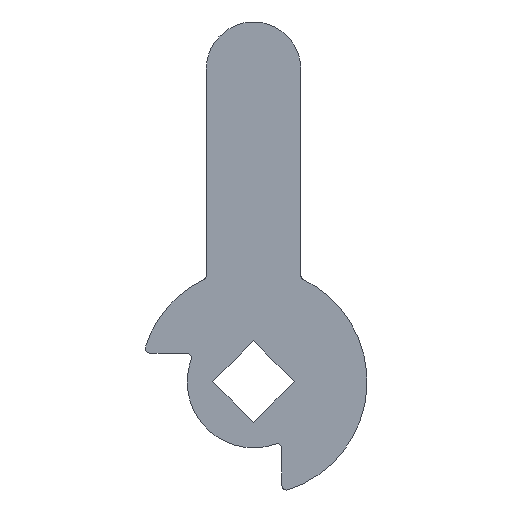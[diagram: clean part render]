
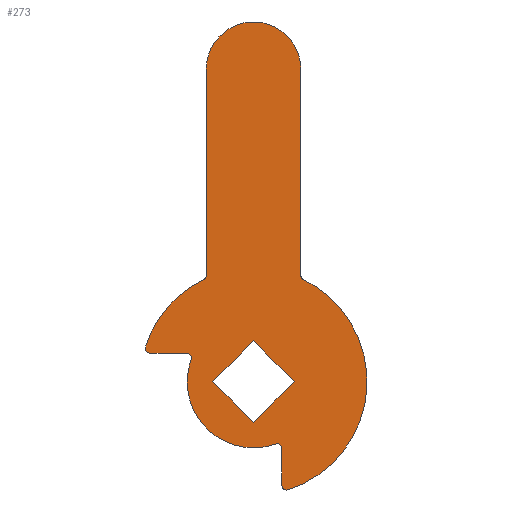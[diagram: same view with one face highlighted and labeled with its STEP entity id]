
A CAD part, front view. The second image highlights one B-rep face of the part: STEP entity #273.
In plain terms, the highlighted free-form (B-spline) face has degree [1, 1] with [2, 2] control points.
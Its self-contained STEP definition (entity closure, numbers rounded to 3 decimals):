
#44=CARTESIAN_POINT('',(-12.626,0.0,40.47));
#45=CARTESIAN_POINT('',(13.171,0.0,40.47));
#46=CARTESIAN_POINT('',(-12.626,0.0,-13.925));
#47=CARTESIAN_POINT('',(13.171,0.0,-13.925));
#48=B_SPLINE_SURFACE_WITH_KNOTS('',1,1,((#44,#46),(#45,#47)),.UNSPECIFIED.,.F.,.F.,.U.,(2,2),(2,2),(0.0,25.797),(0.0,54.395),.UNSPECIFIED.);
#49=CARTESIAN_POINT('',(5.0,0.0,33.));
#50=VERTEX_POINT('',#49);
#51=CARTESIAN_POINT('',(-5.0,0.0,33.));
#52=VERTEX_POINT('',#51);
#53=CARTESIAN_POINT('',(5.0,0.0,33.));
#54=CARTESIAN_POINT('',(5.,0.0,38.));
#55=CARTESIAN_POINT('',(0.0,0.0,38.));
#56=CARTESIAN_POINT('',(-5.,0.0,38.));
#57=CARTESIAN_POINT('',(-5.0,0.0,33.));
#65=(BOUNDED_CURVE()B_SPLINE_CURVE(2,(#53,#54,#55,#56,#57),.UNSPECIFIED.,.F.,.U.)B_SPLINE_CURVE_WITH_KNOTS((3,2,3),(0.0,0.5,1.0),.UNSPECIFIED.)CURVE()GEOMETRIC_REPRESENTATION_ITEM()RATIONAL_B_SPLINE_CURVE((1.0,0.707,1.0,0.707,1.0))REPRESENTATION_ITEM(''));
#66=EDGE_CURVE('',#50,#52,#65,.T.);
#67=ORIENTED_EDGE('',*,*,#66,.T.);
#68=CARTESIAN_POINT('',(-5.0,0.0,11.225));
#69=VERTEX_POINT('',#68);
#70=CARTESIAN_POINT('',(-5.0,0.0,33.));
#71=CARTESIAN_POINT('',(-5.0,0.0,11.225));
#72=QUASI_UNIFORM_CURVE('',1,(#70,#71),.UNSPECIFIED.,.F.,.U.);
#73=EDGE_CURVE('',#52,#69,#72,.T.);
#74=ORIENTED_EDGE('',*,*,#73,.T.);
#75=CARTESIAN_POINT('',(-5.28,0.0,10.776));
#76=VERTEX_POINT('',#75);
#77=CARTESIAN_POINT('',(-5.28,0.0,10.776));
#78=CARTESIAN_POINT('',(-5.,0.0,10.913));
#79=CARTESIAN_POINT('',(-5.,0.0,11.225));
#87=(BOUNDED_CURVE()B_SPLINE_CURVE(2,(#77,#78,#79),.UNSPECIFIED.,.F.,.U.)CURVE()GEOMETRIC_REPRESENTATION_ITEM()QUASI_UNIFORM_CURVE()RATIONAL_B_SPLINE_CURVE((1.0,0.849,1.0))REPRESENTATION_ITEM(''));
#88=EDGE_CURVE('',#76,#69,#87,.T.);
#89=ORIENTED_EDGE('',*,*,#88,.F.);
#90=CARTESIAN_POINT('',(-11.431,0.0,3.652));
#91=VERTEX_POINT('',#90);
#92=CARTESIAN_POINT('',(-5.28,0.0,10.776));
#93=CARTESIAN_POINT('',(-9.874,0.0,8.525));
#94=CARTESIAN_POINT('',(-11.431,0.0,3.652));
#102=(BOUNDED_CURVE()B_SPLINE_CURVE(2,(#92,#93,#94),.UNSPECIFIED.,.F.,.U.)CURVE()GEOMETRIC_REPRESENTATION_ITEM()QUASI_UNIFORM_CURVE()RATIONAL_B_SPLINE_CURVE((1.0,0.92,1.0))REPRESENTATION_ITEM(''));
#103=EDGE_CURVE('',#76,#91,#102,.T.);
#104=ORIENTED_EDGE('',*,*,#103,.T.);
#105=CARTESIAN_POINT('',(-10.954,0.0,3.0));
#106=VERTEX_POINT('',#105);
#107=CARTESIAN_POINT('',(-11.431,0.0,3.652));
#108=CARTESIAN_POINT('',(-11.508,0.0,3.41));
#109=CARTESIAN_POINT('',(-11.358,0.0,3.205));
#110=CARTESIAN_POINT('',(-11.208,0.0,3.));
#111=CARTESIAN_POINT('',(-10.954,0.0,3.0));
#119=(BOUNDED_CURVE()B_SPLINE_CURVE(2,(#107,#108,#109,#110,#111),.UNSPECIFIED.,.F.,.U.)B_SPLINE_CURVE_WITH_KNOTS((3,2,3),(0.0,0.5,1.0),.UNSPECIFIED.)CURVE()GEOMETRIC_REPRESENTATION_ITEM()RATIONAL_B_SPLINE_CURVE((1.0,0.892,1.0,0.892,1.0))REPRESENTATION_ITEM(''));
#120=EDGE_CURVE('',#91,#106,#119,.T.);
#121=ORIENTED_EDGE('',*,*,#120,.T.);
#122=CARTESIAN_POINT('',(-7.071,0.0,3.0));
#123=VERTEX_POINT('',#122);
#124=CARTESIAN_POINT('',(-10.954,0.0,3.0));
#125=CARTESIAN_POINT('',(-7.071,0.0,3.0));
#126=QUASI_UNIFORM_CURVE('',1,(#124,#125),.UNSPECIFIED.,.F.,.U.);
#127=EDGE_CURVE('',#106,#123,#126,.T.);
#128=ORIENTED_EDGE('',*,*,#127,.T.);
#129=CARTESIAN_POINT('',(-6.6,0.0,2.333));
#130=VERTEX_POINT('',#129);
#131=CARTESIAN_POINT('',(-6.6,0.0,2.333));
#132=CARTESIAN_POINT('',(-6.513,0.0,2.577));
#133=CARTESIAN_POINT('',(-6.663,0.0,2.789));
#134=CARTESIAN_POINT('',(-6.812,0.0,3.));
#135=CARTESIAN_POINT('',(-7.071,0.0,3.0));
#143=(BOUNDED_CURVE()B_SPLINE_CURVE(2,(#131,#132,#133,#134,#135),.UNSPECIFIED.,.F.,.U.)B_SPLINE_CURVE_WITH_KNOTS((3,2,3),(0.0,0.5,1.0),.UNSPECIFIED.)CURVE()GEOMETRIC_REPRESENTATION_ITEM()RATIONAL_B_SPLINE_CURVE((1.0,0.888,1.0,0.888,1.0))REPRESENTATION_ITEM(''));
#144=EDGE_CURVE('',#130,#123,#143,.T.);
#145=ORIENTED_EDGE('',*,*,#144,.F.);
#146=CARTESIAN_POINT('',(2.333,0.0,-6.6));
#147=VERTEX_POINT('',#146);
#148=CARTESIAN_POINT('',(-6.6,0.0,2.333));
#149=CARTESIAN_POINT('',(-8.071,0.0,-1.828));
#150=CARTESIAN_POINT('',(-4.95,0.0,-4.95));
#151=CARTESIAN_POINT('',(-1.828,0.0,-8.071));
#152=CARTESIAN_POINT('',(2.333,0.0,-6.6));
#160=(BOUNDED_CURVE()B_SPLINE_CURVE(2,(#148,#149,#150,#151,#152),.UNSPECIFIED.,.F.,.U.)B_SPLINE_CURVE_WITH_KNOTS((3,2,3),(0.0,0.5,1.0),.UNSPECIFIED.)CURVE()GEOMETRIC_REPRESENTATION_ITEM()RATIONAL_B_SPLINE_CURVE((1.0,0.846,1.0,0.846,1.0))REPRESENTATION_ITEM(''));
#161=EDGE_CURVE('',#130,#147,#160,.T.);
#162=ORIENTED_EDGE('',*,*,#161,.T.);
#163=CARTESIAN_POINT('',(3.0,0.0,-7.071));
#164=VERTEX_POINT('',#163);
#165=CARTESIAN_POINT('',(3.,0.0,-7.071));
#166=CARTESIAN_POINT('',(3.,0.0,-6.812));
#167=CARTESIAN_POINT('',(2.789,0.0,-6.663));
#168=CARTESIAN_POINT('',(2.577,0.0,-6.513));
#169=CARTESIAN_POINT('',(2.333,0.0,-6.6));
#177=(BOUNDED_CURVE()B_SPLINE_CURVE(2,(#165,#166,#167,#168,#169),.UNSPECIFIED.,.F.,.U.)B_SPLINE_CURVE_WITH_KNOTS((3,2,3),(0.0,0.5,1.0),.UNSPECIFIED.)CURVE()GEOMETRIC_REPRESENTATION_ITEM()RATIONAL_B_SPLINE_CURVE((1.0,0.888,1.0,0.888,1.0))REPRESENTATION_ITEM(''));
#178=EDGE_CURVE('',#164,#147,#177,.T.);
#179=ORIENTED_EDGE('',*,*,#178,.F.);
#180=CARTESIAN_POINT('',(3.0,0.0,-10.954));
#181=VERTEX_POINT('',#180);
#182=CARTESIAN_POINT('',(3.0,0.0,-7.071));
#183=CARTESIAN_POINT('',(3.0,0.0,-10.954));
#184=QUASI_UNIFORM_CURVE('',1,(#182,#183),.UNSPECIFIED.,.F.,.U.);
#185=EDGE_CURVE('',#164,#181,#184,.T.);
#186=ORIENTED_EDGE('',*,*,#185,.T.);
#187=CARTESIAN_POINT('',(3.652,0.0,-11.431));
#188=VERTEX_POINT('',#187);
#189=CARTESIAN_POINT('',(3.0,0.0,-10.954));
#190=CARTESIAN_POINT('',(3.0,0.0,-11.208));
#191=CARTESIAN_POINT('',(3.205,0.0,-11.358));
#192=CARTESIAN_POINT('',(3.41,0.0,-11.508));
#193=CARTESIAN_POINT('',(3.652,0.0,-11.431));
#201=(BOUNDED_CURVE()B_SPLINE_CURVE(2,(#189,#190,#191,#192,#193),.UNSPECIFIED.,.F.,.U.)B_SPLINE_CURVE_WITH_KNOTS((3,2,3),(0.0,0.5,1.0),.UNSPECIFIED.)CURVE()GEOMETRIC_REPRESENTATION_ITEM()RATIONAL_B_SPLINE_CURVE((1.0,0.892,1.0,0.892,1.0))REPRESENTATION_ITEM(''));
#202=EDGE_CURVE('',#181,#188,#201,.T.);
#203=ORIENTED_EDGE('',*,*,#202,.T.);
#204=CARTESIAN_POINT('',(5.28,0.0,10.776));
#205=VERTEX_POINT('',#204);
#206=CARTESIAN_POINT('',(3.652,0.0,-11.431));
#207=CARTESIAN_POINT('',(11.375,0.0,-8.963));
#208=CARTESIAN_POINT('',(11.968,0.0,-0.877));
#209=CARTESIAN_POINT('',(12.561,0.0,7.209));
#210=CARTESIAN_POINT('',(5.28,0.0,10.776));
#218=(BOUNDED_CURVE()B_SPLINE_CURVE(2,(#206,#207,#208,#209,#210),.UNSPECIFIED.,.F.,.U.)B_SPLINE_CURVE_WITH_KNOTS((3,2,3),(0.0,0.5,1.0),.UNSPECIFIED.)CURVE()GEOMETRIC_REPRESENTATION_ITEM()RATIONAL_B_SPLINE_CURVE((1.0,0.829,1.0,0.829,1.0))REPRESENTATION_ITEM(''));
#219=EDGE_CURVE('',#188,#205,#218,.T.);
#220=ORIENTED_EDGE('',*,*,#219,.T.);
#221=CARTESIAN_POINT('',(5.0,0.0,11.225));
#222=VERTEX_POINT('',#221);
#223=CARTESIAN_POINT('',(5.0,0.0,11.225));
#224=CARTESIAN_POINT('',(5.,0.0,10.913));
#225=CARTESIAN_POINT('',(5.28,0.0,10.776));
#233=(BOUNDED_CURVE()B_SPLINE_CURVE(2,(#223,#224,#225),.UNSPECIFIED.,.F.,.U.)CURVE()GEOMETRIC_REPRESENTATION_ITEM()QUASI_UNIFORM_CURVE()RATIONAL_B_SPLINE_CURVE((1.0,0.849,1.0))REPRESENTATION_ITEM(''));
#234=EDGE_CURVE('',#222,#205,#233,.T.);
#235=ORIENTED_EDGE('',*,*,#234,.F.);
#236=CARTESIAN_POINT('',(5.0,0.0,11.225));
#237=CARTESIAN_POINT('',(5.0,0.0,33.));
#238=QUASI_UNIFORM_CURVE('',1,(#236,#237),.UNSPECIFIED.,.F.,.U.);
#239=EDGE_CURVE('',#222,#50,#238,.T.);
#240=ORIENTED_EDGE('',*,*,#239,.T.);
#241=EDGE_LOOP('',(#67,#74,#89,#104,#121,#128,#145,#162,#179,#186,#203,#220,#235,#240));
#242=FACE_OUTER_BOUND('',#241,.T.);
#243=CARTESIAN_POINT('',(0.,0.0,4.313));
#244=VERTEX_POINT('',#243);
#245=CARTESIAN_POINT('',(-4.313,0.0,0.));
#246=VERTEX_POINT('',#245);
#247=CARTESIAN_POINT('',(0.,0.0,4.313));
#248=CARTESIAN_POINT('',(-4.313,0.0,0.));
#249=QUASI_UNIFORM_CURVE('',1,(#247,#248),.UNSPECIFIED.,.F.,.U.);
#250=EDGE_CURVE('',#244,#246,#249,.T.);
#251=ORIENTED_EDGE('',*,*,#250,.F.);
#252=CARTESIAN_POINT('',(4.313,0.0,0.));
#253=VERTEX_POINT('',#252);
#254=CARTESIAN_POINT('',(4.313,0.0,0.));
#255=CARTESIAN_POINT('',(0.,0.0,4.313));
#256=QUASI_UNIFORM_CURVE('',1,(#254,#255),.UNSPECIFIED.,.F.,.U.);
#257=EDGE_CURVE('',#253,#244,#256,.T.);
#258=ORIENTED_EDGE('',*,*,#257,.F.);
#259=CARTESIAN_POINT('',(0.0,0.0,-4.313));
#260=VERTEX_POINT('',#259);
#261=CARTESIAN_POINT('',(0.0,0.0,-4.313));
#262=CARTESIAN_POINT('',(4.313,0.0,0.));
#263=QUASI_UNIFORM_CURVE('',1,(#261,#262),.UNSPECIFIED.,.F.,.U.);
#264=EDGE_CURVE('',#260,#253,#263,.T.);
#265=ORIENTED_EDGE('',*,*,#264,.F.);
#266=CARTESIAN_POINT('',(-4.313,0.0,0.));
#267=CARTESIAN_POINT('',(0.0,0.0,-4.313));
#268=QUASI_UNIFORM_CURVE('',1,(#266,#267),.UNSPECIFIED.,.F.,.U.);
#269=EDGE_CURVE('',#246,#260,#268,.T.);
#270=ORIENTED_EDGE('',*,*,#269,.F.);
#271=EDGE_LOOP('',(#251,#258,#265,#270));
#272=FACE_BOUND('',#271,.T.);
#273=ADVANCED_FACE('',(#242,#272),#48,.F.);
